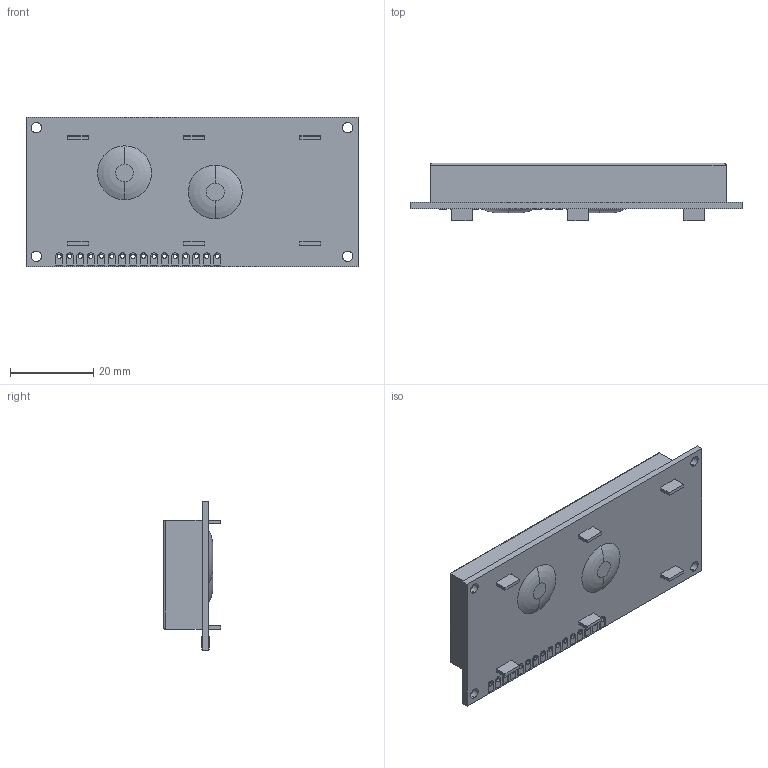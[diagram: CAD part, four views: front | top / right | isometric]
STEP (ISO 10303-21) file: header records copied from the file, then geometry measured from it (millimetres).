
FILE_DESCRIPTION (( 'STEP AP214' ), '1' );
FILE_NAME ('User Library-AC162B.STEP', '2011-01-16T19:00:14', ( 'sysAdmin' ), ( 'SolidWorks' ), 'SwSTEP 2.0', 'SolidWorks 2011', '' );
FILE_SCHEMA (( 'AUTOMOTIVE_DESIGN' ));
Length unit declared in the file: millimetre
Products named in the file (1): User Library-AC162B
Bounding box: 80 x 13.9 x 36 mm (x, y, z)
Volume: 21273.9 mm3; surface area: 8540.9 mm2
Topology: 1 solids, 1 shells, 428 faces, 1076 edges, 712 vertices
Faces by surface type: plane 348, cylinder 76, torus 4
Entity records: 17514 total; most frequent: CARTESIAN_POINT 2229, ORIENTED_EDGE 2152, DIRECTION 2086, EDGE_CURVE 1076, VECTOR 916, LINE 916, VERTEX_POINT 712, AXIS2_PLACEMENT_3D 585
